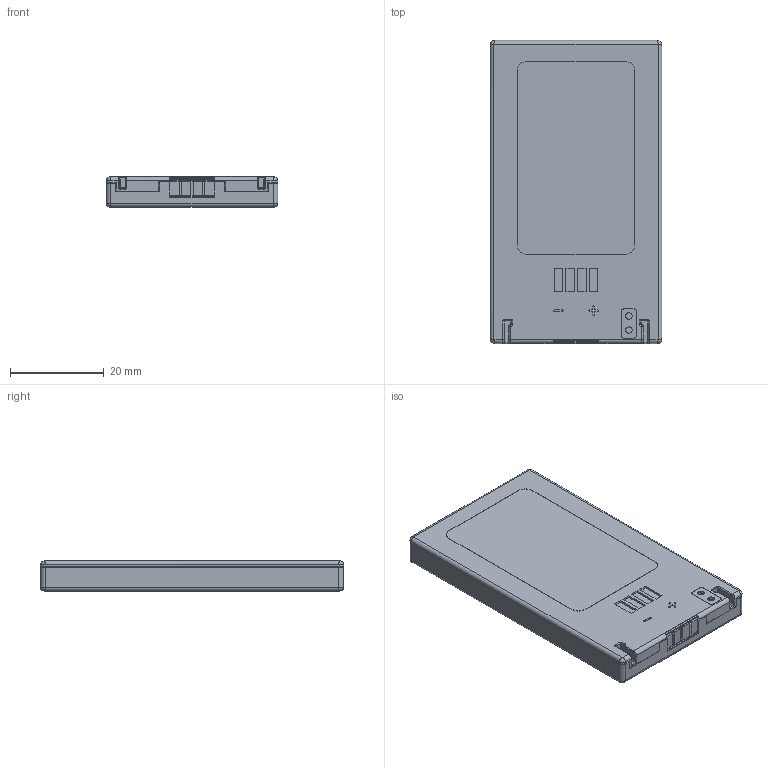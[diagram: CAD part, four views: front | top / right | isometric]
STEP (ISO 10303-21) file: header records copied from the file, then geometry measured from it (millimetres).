
FILE_DESCRIPTION((''),'2;1');
FILE_NAME('EAP_L.stp','2012-03-28T08:59:38',('hschnirch'),(''),'Autodesk Inventor 2011','Autodesk Inventor 2011','');
FILE_SCHEMA(('AUTOMOTIVE_DESIGN { 1 0 10303 214 1 1 1 1 }'));
Length unit declared in the file: millimetre
Products named in the file (1): Bauteil4
Bounding box: 36.6 x 64.5 x 6.4 mm (x, y, z)
Volume: 3600.2 mm3; surface area: 11838.1 mm2
Topology: 1 solids, 1 shells, 622 faces, 1682 edges, 1018 vertices
Faces by surface type: plane 315, cylinder 213, bspline 54, torus 16, sphere 16, cone 8
Full cylindrical faces by diameter (mm): 1.4 x2
Entity records: 23610 total; most frequent: CARTESIAN_POINT 7540, ORIENTED_EDGE 3292, DIRECTION 3182, EDGE_CURVE 1646, VECTOR 1106, LINE 1106, AXIS2_PLACEMENT_3D 1038, VERTEX_POINT 1016
